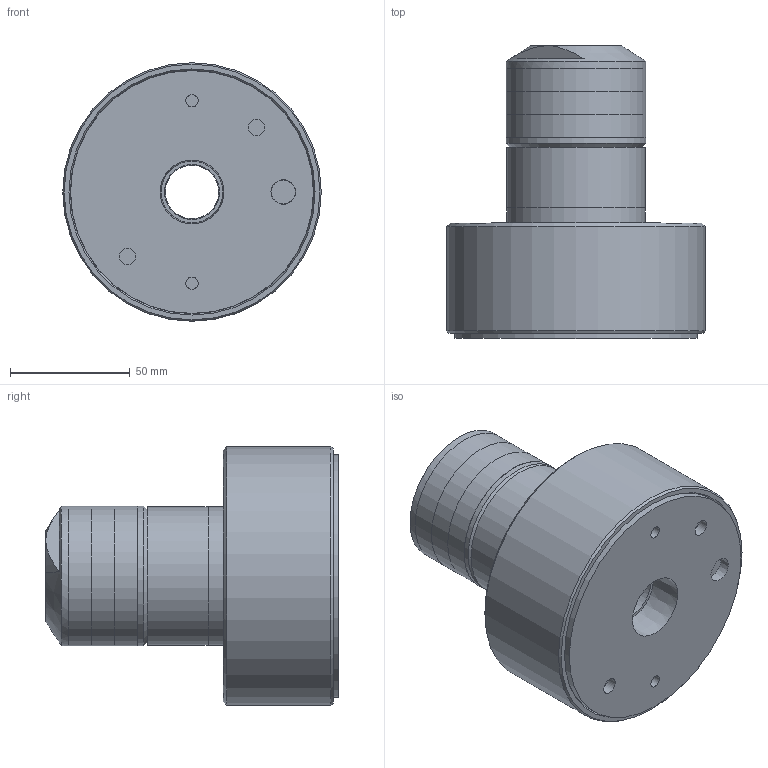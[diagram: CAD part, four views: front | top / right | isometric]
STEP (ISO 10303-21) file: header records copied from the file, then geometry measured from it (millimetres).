
FILE_DESCRIPTION (( 'STEP AP214' ), '1' );
FILE_NAME ('CTSC-001919.STEP', '2026-03-10T18:13:36', ( '' ), ( '' ), 'SwSTEP 2.0', 'SolidWorks 2023', '' );
FILE_SCHEMA (( 'AUTOMOTIVE_DESIGN' ));
Length unit declared in the file: millimetre
Products named in the file (1): CTSC-001919
Bounding box: 107.95 x 122.25 x 107.95 mm (x, y, z)
Volume: 573038.8 mm3; surface area: 96840.9 mm2
Topology: 8 solids, 8 shells, 78 faces, 140 edges, 91 vertices
Faces by surface type: plane 37, cylinder 28, cone 10, torus 3
Full cylindrical faces by diameter (mm): 5.105 x2, 6.747 x2, 22.352 x1, 23.012 x1, 29.766 x2, 31.75 x1, 37.973 x3, 38.049 x1, 38.354 x3, 42.52 x1, 42.875 x1, 57.937 x2, 58.293 x5, 101.397 x1, 101.6 x1, 107.95 x1
Entity records: 2254 total; most frequent: CARTESIAN_POINT 342, DIRECTION 316, ORIENTED_EDGE 186, AXIS2_PLACEMENT_3D 153, EDGE_LOOP 144, FACE_OUTER_BOUND 106, EDGE_CURVE 93, VERTEX_POINT 83
